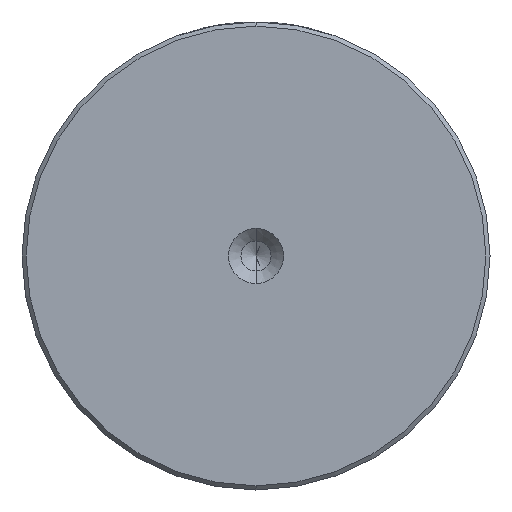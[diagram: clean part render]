
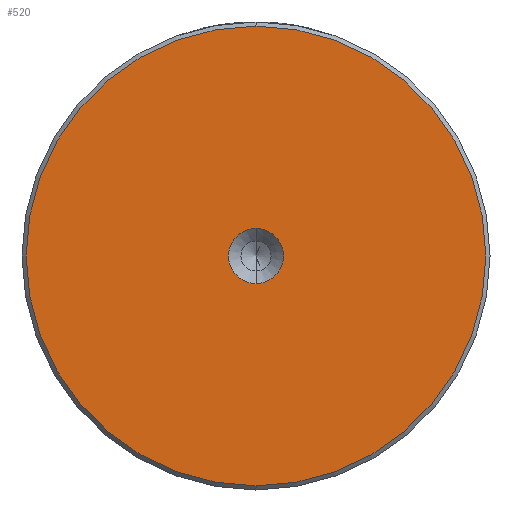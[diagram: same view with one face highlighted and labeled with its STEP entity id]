
A CAD part, left-side view. The second image highlights one B-rep face of the part: STEP entity #520.
In plain terms, the highlighted planar face has unit normal (-1, 0, 0).
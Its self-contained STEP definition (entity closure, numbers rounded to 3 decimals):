
#89 = CARTESIAN_POINT ( 'NONE',  ( 0., 0., 0. ) ) ;
#191 = EDGE_LOOP ( 'NONE', ( #1303, #1668 ) ) ;
#391 = CARTESIAN_POINT ( 'NONE',  ( 0., 0., 0. ) ) ;
#520 = ADVANCED_FACE ( 'NONE', ( #2175, #2120 ), #1719, .T. ) ;
#555 = AXIS2_PLACEMENT_3D ( 'NONE', #622, #2042, #829 ) ;
#601 = DIRECTION ( 'NONE',  ( 0., 0., 1. ) ) ;
#617 = EDGE_CURVE ( 'NONE', #1134, #1183, #1269, .T. ) ;
#622 = CARTESIAN_POINT ( 'NONE',  ( 0., 0., 0. ) ) ;
#695 = CARTESIAN_POINT ( 'NONE',  ( 0., 0., 0. ) ) ;
#702 = DIRECTION ( 'NONE',  ( 0., 0., 1. ) ) ;
#746 = ORIENTED_EDGE ( 'NONE', *, *, #617, .F. ) ;
#829 = DIRECTION ( 'NONE',  ( 0., 0., 1. ) ) ;
#900 = DIRECTION ( 'NONE',  ( 0., 0., 1. ) ) ;
#922 = CARTESIAN_POINT ( 'NONE',  ( 0., 0., 27.5 ) ) ;
#930 = CARTESIAN_POINT ( 'NONE',  ( 0., 0., -27.5 ) ) ;
#949 = AXIS2_PLACEMENT_3D ( 'NONE', #695, #2111, #900 ) ;
#1055 = EDGE_LOOP ( 'NONE', ( #746, #2421 ) ) ;
#1076 = CARTESIAN_POINT ( 'NONE',  ( 0., 0., 0. ) ) ;
#1134 = VERTEX_POINT ( 'NONE', #1560 ) ;
#1158 = CIRCLE ( 'NONE', #949, 27.5 ) ;
#1183 = VERTEX_POINT ( 'NONE', #1678 ) ;
#1269 = CIRCLE ( 'NONE', #555, 3.3 ) ;
#1290 = DIRECTION ( 'NONE',  ( 0., 0., 1. ) ) ;
#1303 = ORIENTED_EDGE ( 'NONE', *, *, #1787, .T. ) ;
#1461 = EDGE_CURVE ( 'NONE', #1183, #1134, #1739, .T. ) ;
#1560 = CARTESIAN_POINT ( 'NONE',  ( 0., 0., 3.3 ) ) ;
#1625 = CIRCLE ( 'NONE', #1796, 27.5 ) ;
#1668 = ORIENTED_EDGE ( 'NONE', *, *, #2232, .T. ) ;
#1678 = CARTESIAN_POINT ( 'NONE',  ( 0., 0., -3.3 ) ) ;
#1719 = PLANE ( 'NONE',  #1968 ) ;
#1739 = CIRCLE ( 'NONE', #2214, 3.3 ) ;
#1787 = EDGE_CURVE ( 'NONE', #2373, #2351, #1625, .T. ) ;
#1796 = AXIS2_PLACEMENT_3D ( 'NONE', #1076, #2459, #1290 ) ;
#1832 = DIRECTION ( 'NONE',  ( -1., 0., 0. ) ) ;
#1928 = DIRECTION ( 'NONE',  ( -1., 0., 0. ) ) ;
#1968 = AXIS2_PLACEMENT_3D ( 'NONE', #89, #1928, #702 ) ;
#2042 = DIRECTION ( 'NONE',  ( -1., 0., 0. ) ) ;
#2111 = DIRECTION ( 'NONE',  ( -1., 0., 0. ) ) ;
#2120 = FACE_BOUND ( 'NONE', #1055, .T. ) ;
#2175 = FACE_OUTER_BOUND ( 'NONE', #191, .T. ) ;
#2214 = AXIS2_PLACEMENT_3D ( 'NONE', #391, #1832, #601 ) ;
#2232 = EDGE_CURVE ( 'NONE', #2351, #2373, #1158, .T. ) ;
#2351 = VERTEX_POINT ( 'NONE', #922 ) ;
#2373 = VERTEX_POINT ( 'NONE', #930 ) ;
#2421 = ORIENTED_EDGE ( 'NONE', *, *, #1461, .F. ) ;
#2459 = DIRECTION ( 'NONE',  ( -1., 0., 0. ) ) ;
